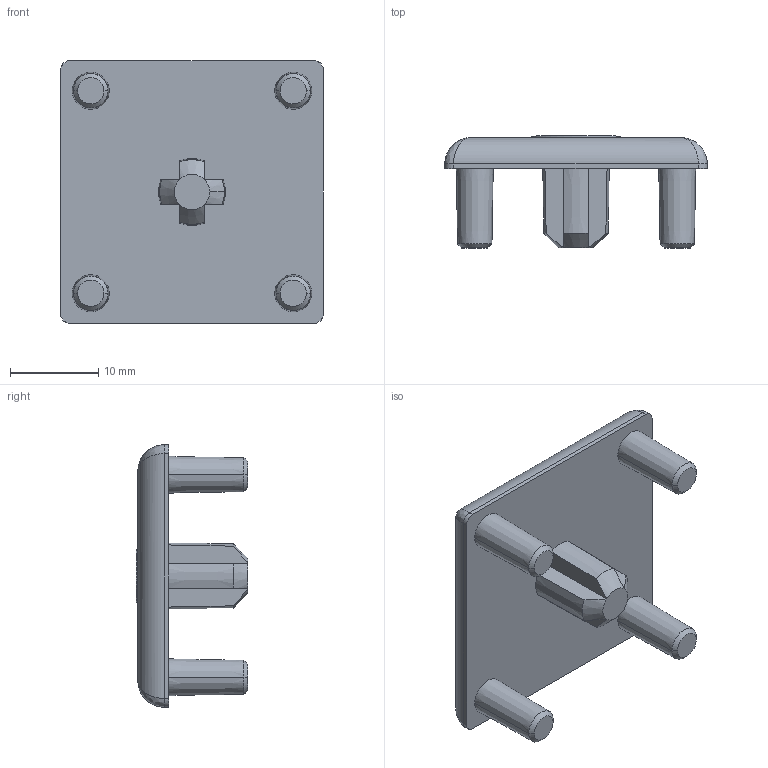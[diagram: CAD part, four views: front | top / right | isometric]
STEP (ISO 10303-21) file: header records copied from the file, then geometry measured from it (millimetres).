
FILE_DESCRIPTION((''),'2;1');
FILE_NAME('12002_POKROV_PROFILA_PA_30X30','2022-09-16T14:42:59',('PredragRovcanin'),('Audax d.o.o.'),'CREO PARAMETRIC BY PTC INC, 2020281','CREO PARAMETRIC BY PTC INC, 2020281','');
FILE_SCHEMA(('AUTOMOTIVE_DESIGN { 1 0 10303 214 1 1 1 1 }'));
Length unit declared in the file: millimetre
Products named in the file (1): 12002_POKROV_PROFILA_PA_30X30
Bounding box: 29.8 x 12.7 x 29.8 mm (x, y, z)
Volume: 3629.3 mm3; surface area: 2702.6 mm2
Topology: 1 solids, 1 shells, 67 faces, 148 edges, 96 vertices
Faces by surface type: cone 25, plane 24, cylinder 10, bspline 4, extrusion 4
Entity records: 3139 total; most frequent: CARTESIAN_POINT 804, COLOUR_RGB 321, DIRECTION 290, ORIENTED_EDGE 286, PRESENTATION_STYLE_ASSIGNMENT 150, STYLED_ITEM 150, CURVE_STYLE 149, EDGE_CURVE 143
